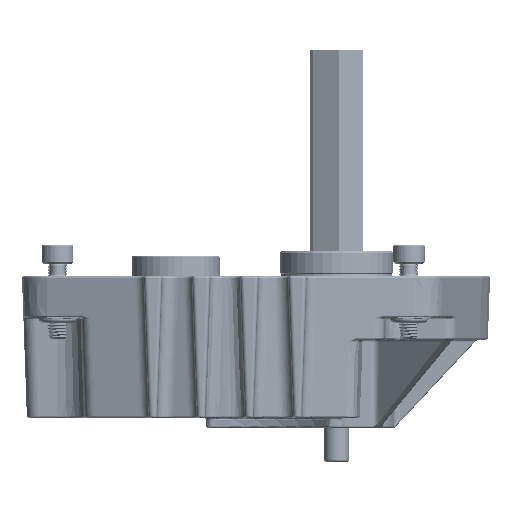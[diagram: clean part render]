
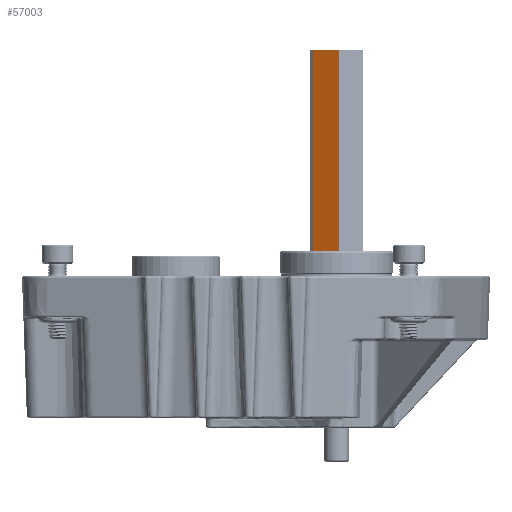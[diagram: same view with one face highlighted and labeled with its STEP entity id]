
A CAD part, left-side view. The second image highlights one B-rep face of the part: STEP entity #57003.
In plain terms, the highlighted face is planar.
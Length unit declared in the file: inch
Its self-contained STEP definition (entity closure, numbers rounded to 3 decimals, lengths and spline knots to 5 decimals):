
#5159 = LINE ( 'NONE', #60125, #96657 ) ;
#6610 = AXIS2_PLACEMENT_3D ( 'NONE', #25180, #55695, #49205 ) ;
#8734 = VERTEX_POINT ( 'NONE', #59376 ) ;
#9859 = CARTESIAN_POINT ( 'NONE',  ( 3.5995, 0., -0.28868 ) ) ;
#11297 = EDGE_CURVE ( 'NONE', #39837, #8734, #33994, .T. ) ;
#18050 = EDGE_CURVE ( 'NONE', #59131, #39837, #55309, .T. ) ;
#19378 = DIRECTION ( 'NONE',  ( -1., 0., 0. ) ) ;
#22815 = CARTESIAN_POINT ( 'NONE',  ( 3.5995, 0., -0.28868 ) ) ;
#25180 = CARTESIAN_POINT ( 'NONE',  ( 3.5995, 0., -0.28868 ) ) ;
#26356 = LINE ( 'NONE', #56380, #73358 ) ;
#27070 = ORIENTED_EDGE ( 'NONE', *, *, #11297, .F. ) ;
#32671 = VERTEX_POINT ( 'NONE', #35718 ) ;
#33994 = LINE ( 'NONE', #73947, #37983 ) ;
#35718 = CARTESIAN_POINT ( 'NONE',  ( 0.805, 0., -0.28868 ) ) ;
#37983 = VECTOR ( 'NONE', #72953, 39.37008 ) ;
#38110 = EDGE_LOOP ( 'NONE', ( #68216, #27070, #96603, #43935 ) ) ;
#39837 = VERTEX_POINT ( 'NONE', #79361 ) ;
#40315 = DIRECTION ( 'NONE',  ( 0., 0.866, 0.5 ) ) ;
#41187 = PLANE ( 'NONE',  #6610 ) ;
#41792 = EDGE_CURVE ( 'NONE', #59131, #32671, #26356, .T. ) ;
#43935 = ORIENTED_EDGE ( 'NONE', *, *, #41792, .T. ) ;
#46649 = VECTOR ( 'NONE', #40315, 39.37008 ) ;
#49205 = DIRECTION ( 'NONE',  ( 0., -0.866, -0.5 ) ) ;
#55309 = LINE ( 'NONE', #9859, #46649 ) ;
#55695 = DIRECTION ( 'NONE',  ( 0., -0.5, 0.866 ) ) ;
#56380 = CARTESIAN_POINT ( 'NONE',  ( 3.5995, 0., -0.28868 ) ) ;
#57003 = ADVANCED_FACE ( 'NONE', ( #57686 ), #41187, .F. ) ;
#57686 = FACE_OUTER_BOUND ( 'NONE', #38110, .T. ) ;
#59131 = VERTEX_POINT ( 'NONE', #22815 ) ;
#59376 = CARTESIAN_POINT ( 'NONE',  ( 0.805, 0.25, -0.14434 ) ) ;
#60125 = CARTESIAN_POINT ( 'NONE',  ( 0.805, 0., -0.28868 ) ) ;
#68216 = ORIENTED_EDGE ( 'NONE', *, *, #76721, .T. ) ;
#72953 = DIRECTION ( 'NONE',  ( -1., 0., 0. ) ) ;
#73358 = VECTOR ( 'NONE', #19378, 39.37008 ) ;
#73605 = DIRECTION ( 'NONE',  ( 0., 0.866, 0.5 ) ) ;
#73947 = CARTESIAN_POINT ( 'NONE',  ( 3.5995, 0.25, -0.14434 ) ) ;
#76721 = EDGE_CURVE ( 'NONE', #32671, #8734, #5159, .T. ) ;
#79361 = CARTESIAN_POINT ( 'NONE',  ( 3.5995, 0.25, -0.14434 ) ) ;
#96603 = ORIENTED_EDGE ( 'NONE', *, *, #18050, .F. ) ;
#96657 = VECTOR ( 'NONE', #73605, 39.37008 ) ;
